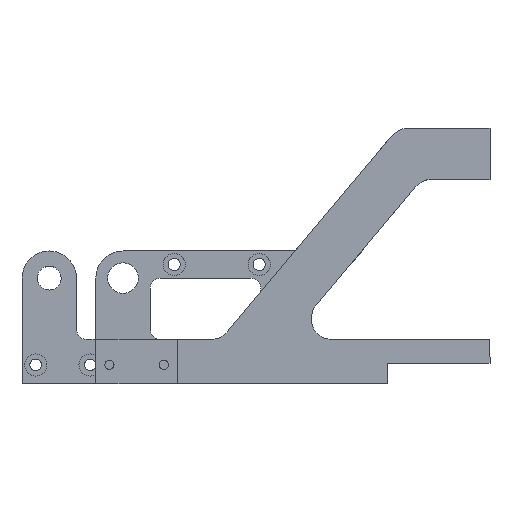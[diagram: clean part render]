
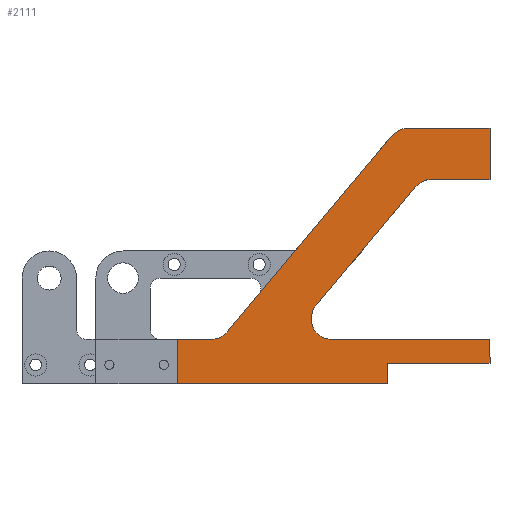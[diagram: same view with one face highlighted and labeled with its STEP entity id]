
A CAD part, top view. The second image highlights one B-rep face of the part: STEP entity #2111.
In plain terms, the highlighted planar face has unit normal (0, 0, 1).
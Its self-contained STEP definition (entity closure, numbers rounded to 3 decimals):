
#57 = LINE ( 'NONE', #1433, #2152 ) ;
#94 = LINE ( 'NONE', #1926, #1292 ) ;
#96 = CARTESIAN_POINT ( 'NONE',  ( 126.692, 13., 45. ) ) ;
#160 = VERTEX_POINT ( 'NONE', #2724 ) ;
#177 = CARTESIAN_POINT ( 'NONE',  ( 96.692, 6., 45. ) ) ;
#201 = ORIENTED_EDGE ( 'NONE', *, *, #1130, .T. ) ;
#205 = CARTESIAN_POINT ( 'NONE',  ( 126.692, 6., 45. ) ) ;
#257 = LINE ( 'NONE', #643, #2206 ) ;
#286 = EDGE_CURVE ( 'NONE', #2794, #433, #2169, .T. ) ;
#300 = CARTESIAN_POINT ( 'NONE',  ( 126.692, 75., 45. ) ) ;
#317 = CARTESIAN_POINT ( 'NONE',  ( 34.846, 0., 45. ) ) ;
#350 = VERTEX_POINT ( 'NONE', #1816 ) ;
#353 = PLANE ( 'NONE',  #2388 ) ;
#361 = CARTESIAN_POINT ( 'NONE',  ( 34.846, 31., 45. ) ) ;
#375 = DIRECTION ( 'NONE',  ( 0., 0., 1. ) ) ;
#396 = EDGE_CURVE ( 'NONE', #2968, #705, #2060, .T. ) ;
#433 = VERTEX_POINT ( 'NONE', #717 ) ;
#473 = DIRECTION ( 'NONE',  ( 1., 0., 0. ) ) ;
#481 = EDGE_CURVE ( 'NONE', #2679, #2968, #1562, .T. ) ;
#598 = LINE ( 'NONE', #680, #2924 ) ;
#601 = FACE_OUTER_BOUND ( 'NONE', #1472, .T. ) ;
#612 = EDGE_CURVE ( 'NONE', #2679, #1504, #1197, .T. ) ;
#632 = ORIENTED_EDGE ( 'NONE', *, *, #612, .T. ) ;
#643 = CARTESIAN_POINT ( 'NONE',  ( 106.692, 60., 45. ) ) ;
#680 = CARTESIAN_POINT ( 'NONE',  ( 47.673, 13., 45. ) ) ;
#705 = VERTEX_POINT ( 'NONE', #2010 ) ;
#717 = CARTESIAN_POINT ( 'NONE',  ( 44.875, 13., 45. ) ) ;
#761 = DIRECTION ( 'NONE',  ( 0.643, 0.766, 0. ) ) ;
#771 = ORIENTED_EDGE ( 'NONE', *, *, #286, .T. ) ;
#782 = VERTEX_POINT ( 'NONE', #317 ) ;
#784 = CARTESIAN_POINT ( 'NONE',  ( 109.49, 54., 45. ) ) ;
#791 = CARTESIAN_POINT ( 'NONE',  ( 126.692, 60., 45. ) ) ;
#795 = DIRECTION ( 'NONE',  ( 0., 0., 1. ) ) ;
#826 = CARTESIAN_POINT ( 'NONE',  ( 18.846, 31., 45. ) ) ;
#850 = VECTOR ( 'NONE', #1181, 1000. ) ;
#929 = DIRECTION ( 'NONE',  ( -0.643, -0.766, 0. ) ) ;
#930 = CARTESIAN_POINT ( 'NONE',  ( 44.875, 19., 45. ) ) ;
#934 = ORIENTED_EDGE ( 'NONE', *, *, #2469, .T. ) ;
#972 = DIRECTION ( 'NONE',  ( 1., 0., 0. ) ) ;
#982 = ORIENTED_EDGE ( 'NONE', *, *, #2451, .T. ) ;
#995 = CIRCLE ( 'NONE', #2064, 6. ) ;
#1029 = EDGE_CURVE ( 'NONE', #1249, #782, #2668, .T. ) ;
#1031 = AXIS2_PLACEMENT_3D ( 'NONE', #930, #1898, #2360 ) ;
#1100 = VECTOR ( 'NONE', #761, 1000. ) ;
#1102 = CIRCLE ( 'NONE', #1440, 6. ) ;
#1130 = EDGE_CURVE ( 'NONE', #350, #2224, #257, .T. ) ;
#1144 = CARTESIAN_POINT ( 'NONE',  ( 104.894, 57.857, 45. ) ) ;
#1148 = LINE ( 'NONE', #3097, #1100 ) ;
#1164 = VERTEX_POINT ( 'NONE', #2727 ) ;
#1181 = DIRECTION ( 'NONE',  ( -1., 0., 0. ) ) ;
#1197 = LINE ( 'NONE', #1425, #1642 ) ;
#1213 = DIRECTION ( 'NONE',  ( 0., 1., 0. ) ) ;
#1249 = VERTEX_POINT ( 'NONE', #1723 ) ;
#1279 = DIRECTION ( 'NONE',  ( -1., 0., 0. ) ) ;
#1292 = VECTOR ( 'NONE', #473, 1000. ) ;
#1303 = VECTOR ( 'NONE', #2914, 1000. ) ;
#1309 = LINE ( 'NONE', #300, #1691 ) ;
#1416 = VECTOR ( 'NONE', #1279, 1000. ) ;
#1425 = CARTESIAN_POINT ( 'NONE',  ( 126.692, 0., 45. ) ) ;
#1433 = CARTESIAN_POINT ( 'NONE',  ( 47.673, 13., 45. ) ) ;
#1440 = AXIS2_PLACEMENT_3D ( 'NONE', #1822, #375, #1570 ) ;
#1442 = CARTESIAN_POINT ( 'NONE',  ( 106.692, 75., 45. ) ) ;
#1445 = VECTOR ( 'NONE', #2288, 1000. ) ;
#1472 = EDGE_LOOP ( 'NONE', ( #2482, #2226, #934, #2220, #1980, #632, #2904, #1509, #2789, #2268, #201, #1832, #2158, #2554, #982, #771 ) ) ;
#1485 = DIRECTION ( 'NONE',  ( 0., 0., -1. ) ) ;
#1504 = VERTEX_POINT ( 'NONE', #96 ) ;
#1509 = ORIENTED_EDGE ( 'NONE', *, *, #2345, .T. ) ;
#1553 = AXIS2_PLACEMENT_3D ( 'NONE', #784, #1485, #2183 ) ;
#1562 = LINE ( 'NONE', #1716, #1416 ) ;
#1570 = DIRECTION ( 'NONE',  ( 1., 0., 0. ) ) ;
#1633 = EDGE_CURVE ( 'NONE', #1504, #2808, #2416, .T. ) ;
#1638 = DIRECTION ( 'NONE',  ( -1., 0., 0. ) ) ;
#1642 = VECTOR ( 'NONE', #1213, 1000. ) ;
#1673 = DIRECTION ( 'NONE',  ( 0., -1., 0. ) ) ;
#1677 = EDGE_CURVE ( 'NONE', #160, #1979, #1102, .T. ) ;
#1691 = VECTOR ( 'NONE', #1733, 1000. ) ;
#1716 = CARTESIAN_POINT ( 'NONE',  ( 126.692, 6., 45. ) ) ;
#1723 = CARTESIAN_POINT ( 'NONE',  ( 34.846, 13., 45. ) ) ;
#1733 = DIRECTION ( 'NONE',  ( 0., 1., 0. ) ) ;
#1798 = CARTESIAN_POINT ( 'NONE',  ( 126.692, 13., 45. ) ) ;
#1816 = CARTESIAN_POINT ( 'NONE',  ( 109.49, 60., 45. ) ) ;
#1822 = CARTESIAN_POINT ( 'NONE',  ( 102.495, 69., 45. ) ) ;
#1829 = EDGE_CURVE ( 'NONE', #2425, #350, #2034, .T. ) ;
#1832 = ORIENTED_EDGE ( 'NONE', *, *, #1925, .T. ) ;
#1880 = DIRECTION ( 'NONE',  ( 1., 0., 0. ) ) ;
#1898 = DIRECTION ( 'NONE',  ( 0., 0., -1. ) ) ;
#1925 = EDGE_CURVE ( 'NONE', #2224, #2248, #1309, .T. ) ;
#1926 = CARTESIAN_POINT ( 'NONE',  ( 10.846, 0., 45. ) ) ;
#1938 = CARTESIAN_POINT ( 'NONE',  ( 49.472, 15.143, 45. ) ) ;
#1979 = VERTEX_POINT ( 'NONE', #2659 ) ;
#1980 = ORIENTED_EDGE ( 'NONE', *, *, #481, .F. ) ;
#2010 = CARTESIAN_POINT ( 'NONE',  ( 96.692, 0., 45. ) ) ;
#2034 = CIRCLE ( 'NONE', #1553, 6. ) ;
#2060 = LINE ( 'NONE', #177, #2830 ) ;
#2064 = AXIS2_PLACEMENT_3D ( 'NONE', #2865, #2843, #972 ) ;
#2077 = EDGE_CURVE ( 'NONE', #1164, #2425, #1148, .T. ) ;
#2111 = ADVANCED_FACE ( 'NONE', ( #601 ), #353, .T. ) ;
#2152 = VECTOR ( 'NONE', #929, 1000. ) ;
#2158 = ORIENTED_EDGE ( 'NONE', *, *, #2866, .T. ) ;
#2169 = CIRCLE ( 'NONE', #1031, 6. ) ;
#2183 = DIRECTION ( 'NONE',  ( 1., 0., 0. ) ) ;
#2206 = VECTOR ( 'NONE', #2590, 1000. ) ;
#2220 = ORIENTED_EDGE ( 'NONE', *, *, #396, .F. ) ;
#2224 = VERTEX_POINT ( 'NONE', #791 ) ;
#2226 = ORIENTED_EDGE ( 'NONE', *, *, #1029, .T. ) ;
#2248 = VERTEX_POINT ( 'NONE', #2847 ) ;
#2268 = ORIENTED_EDGE ( 'NONE', *, *, #1829, .T. ) ;
#2288 = DIRECTION ( 'NONE',  ( -1., 0., 0. ) ) ;
#2293 = CARTESIAN_POINT ( 'NONE',  ( 96.692, 6., 45. ) ) ;
#2345 = EDGE_CURVE ( 'NONE', #2808, #1164, #995, .T. ) ;
#2360 = DIRECTION ( 'NONE',  ( 1., 0., 0. ) ) ;
#2377 = LINE ( 'NONE', #1442, #850 ) ;
#2388 = AXIS2_PLACEMENT_3D ( 'NONE', #826, #795, #1880 ) ;
#2416 = LINE ( 'NONE', #1798, #1445 ) ;
#2425 = VERTEX_POINT ( 'NONE', #1144 ) ;
#2451 = EDGE_CURVE ( 'NONE', #1979, #2794, #57, .T. ) ;
#2469 = EDGE_CURVE ( 'NONE', #782, #705, #94, .T. ) ;
#2482 = ORIENTED_EDGE ( 'NONE', *, *, #2500, .T. ) ;
#2500 = EDGE_CURVE ( 'NONE', #433, #1249, #598, .T. ) ;
#2554 = ORIENTED_EDGE ( 'NONE', *, *, #1677, .T. ) ;
#2590 = DIRECTION ( 'NONE',  ( 1., 0., 0. ) ) ;
#2659 = CARTESIAN_POINT ( 'NONE',  ( 97.899, 72.857, 45. ) ) ;
#2668 = LINE ( 'NONE', #361, #1303 ) ;
#2679 = VERTEX_POINT ( 'NONE', #205 ) ;
#2724 = CARTESIAN_POINT ( 'NONE',  ( 102.495, 75., 45. ) ) ;
#2727 = CARTESIAN_POINT ( 'NONE',  ( 75.525, 22.857, 45. ) ) ;
#2789 = ORIENTED_EDGE ( 'NONE', *, *, #2077, .T. ) ;
#2794 = VERTEX_POINT ( 'NONE', #1938 ) ;
#2808 = VERTEX_POINT ( 'NONE', #3092 ) ;
#2830 = VECTOR ( 'NONE', #1673, 1000. ) ;
#2843 = DIRECTION ( 'NONE',  ( 0., 0., -1. ) ) ;
#2847 = CARTESIAN_POINT ( 'NONE',  ( 126.692, 75., 45. ) ) ;
#2865 = CARTESIAN_POINT ( 'NONE',  ( 80.121, 19., 45. ) ) ;
#2866 = EDGE_CURVE ( 'NONE', #2248, #160, #2377, .T. ) ;
#2904 = ORIENTED_EDGE ( 'NONE', *, *, #1633, .T. ) ;
#2914 = DIRECTION ( 'NONE',  ( 0., -1., 0. ) ) ;
#2924 = VECTOR ( 'NONE', #1638, 1000. ) ;
#2968 = VERTEX_POINT ( 'NONE', #2293 ) ;
#3092 = CARTESIAN_POINT ( 'NONE',  ( 80.121, 13., 45. ) ) ;
#3097 = CARTESIAN_POINT ( 'NONE',  ( 67.254, 13., 45. ) ) ;
